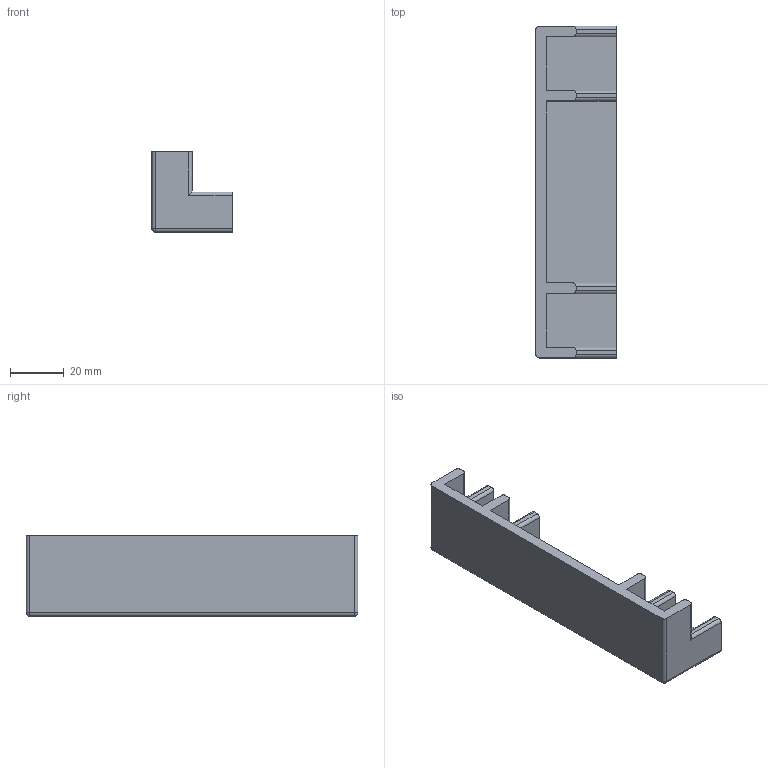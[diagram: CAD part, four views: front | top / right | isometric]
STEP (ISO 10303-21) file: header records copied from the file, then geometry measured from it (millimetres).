
FILE_DESCRIPTION(('Open CASCADE Model'),'2;1');
FILE_NAME('Open CASCADE Shape Model','2023-04-09T09:42:02',('Author'),( 'Open CASCADE'),'Open CASCADE STEP processor 7.6','Open CASCADE 7.6' ,'Unknown');
FILE_SCHEMA(('AUTOMOTIVE_DESIGN { 1 0 10303 214 1 1 1 1 }'));
Length unit declared in the file: millimetre
Products named in the file (1): Open CASCADE STEP translator 7.6 8
Bounding box: 30 x 124 x 30 mm (x, y, z)
Volume: 34841.7 mm3; surface area: 18681.8 mm2
Topology: 1 solids, 1 shells, 49 faces, 129 edges, 80 vertices
Faces by surface type: plane 26, cylinder 21, sphere 2
Entity records: 3232 total; most frequent: CARTESIAN_POINT 705, DIRECTION 467, LINE 289, VECTOR 289, ORIENTED_EDGE 254, PCURVE 254, DEFINITIONAL_REPRESENTATION 254, EDGE_CURVE 127
